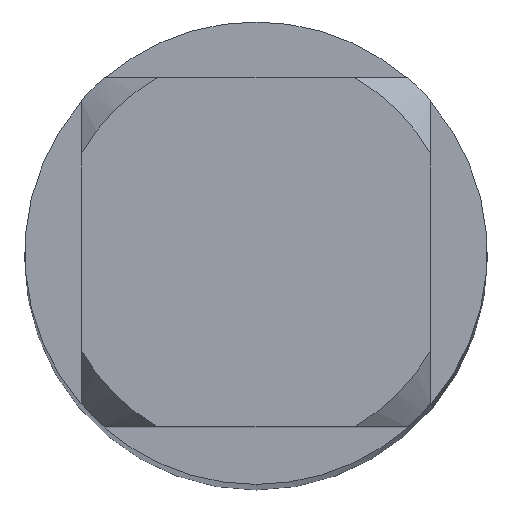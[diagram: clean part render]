
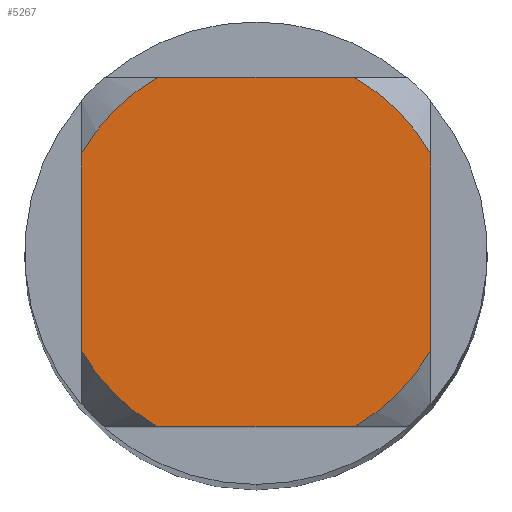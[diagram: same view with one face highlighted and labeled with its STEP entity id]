
A CAD part, top view. The second image highlights one B-rep face of the part: STEP entity #5267.
In plain terms, the highlighted planar face has unit normal (0, 0, 1).
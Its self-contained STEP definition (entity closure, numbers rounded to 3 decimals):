
#2577=EDGE_CURVE('',#5711,#6139,#7283,.T.);
#3009=EDGE_CURVE('',#3457,#6011,#7754,.T.);
#3065=VERTEX_POINT('',#7811);
#3191=VERTEX_POINT('',#7944);
#3457=VERTEX_POINT('',#8228);
#4689=EDGE_CURVE('',#6579,#6011,#9578,.T.);
#5267=ADVANCED_FACE('',(#10208),#10209,.T.);
#5443=EDGE_CURVE('',#3457,#3191,#10408,.T.);
#5597=EDGE_CURVE('',#3065,#6591,#10575,.T.);
#5711=VERTEX_POINT('',#10706);
#5735=EDGE_CURVE('',#3065,#6139,#10731,.T.);
#6011=VERTEX_POINT('',#11037);
#6049=EDGE_CURVE('',#5711,#3191,#11077,.T.);
#6139=VERTEX_POINT('',#11176);
#6579=VERTEX_POINT('',#11645);
#6591=VERTEX_POINT('',#11659);
#6885=EDGE_CURVE('',#6579,#6591,#11978,.T.);
#7283=CIRCLE('',#12610,1.95);
#7754=LINE('',#13423,#13424);
#7811=CARTESIAN_POINT('',(-1.7,0.955,0.0));
#7944=CARTESIAN_POINT('',(0.955,-1.7,0.0));
#8228=CARTESIAN_POINT('',(1.7,-0.955,0.0));
#9578=CIRCLE('',#16571,1.95);
#10208=FACE_OUTER_BOUND('',#17677,.T.);
#10209=PLANE('',#17678);
#10408=CIRCLE('',#17997,1.95);
#10575=CIRCLE('',#18315,1.95);
#10706=CARTESIAN_POINT('',(-0.955,-1.7,0.0));
#10731=LINE('',#18564,#18565);
#11037=CARTESIAN_POINT('',(1.7,0.955,0.0));
#11077=LINE('',#19176,#19177);
#11176=CARTESIAN_POINT('',(-1.7,-0.955,0.0));
#11645=CARTESIAN_POINT('',(0.955,1.7,0.0));
#11659=CARTESIAN_POINT('',(-0.955,1.7,0.0));
#11978=LINE('',#20738,#20739);
#12610=AXIS2_PLACEMENT_3D('',#21260,#21261,#21262);
#13423=CARTESIAN_POINT('',(1.7,0.488,0.0));
#13424=VECTOR('',#21914,1.0);
#16571=AXIS2_PLACEMENT_3D('',#23917,#23918,#23919);
#17677=EDGE_LOOP('',(#24592,#24593,#24594,#24595,#24596,#24597,#24598,#24599));
#17678=AXIS2_PLACEMENT_3D('',#24600,#24601,#24602);
#17997=AXIS2_PLACEMENT_3D('',#24875,#24876,#24877);
#18315=AXIS2_PLACEMENT_3D('',#25044,#25045,#25046);
#18564=CARTESIAN_POINT('',(-1.7,0.488,0.0));
#18565=VECTOR('',#25243,1.0);
#19176=CARTESIAN_POINT('',(0.0,-1.7,0.0));
#19177=VECTOR('',#25796,1.0);
#20738=CARTESIAN_POINT('',(0.0,1.7,0.0));
#20739=VECTOR('',#26679,1.0);
#21260=CARTESIAN_POINT('',(0.0,0.0,0.0));
#21261=DIRECTION('',(0.0,0.0,-1.0));
#21262=DIRECTION('',(0.0,1.0,0.0));
#21914=DIRECTION('',(-0.0,1.0,0.0));
#23917=CARTESIAN_POINT('',(0.0,0.0,0.0));
#23918=DIRECTION('',(0.0,0.0,-1.0));
#23919=DIRECTION('',(0.0,1.0,0.0));
#24592=ORIENTED_EDGE('',*,*,#5735,.T.);
#24593=ORIENTED_EDGE('',*,*,#2577,.F.);
#24594=ORIENTED_EDGE('',*,*,#6049,.T.);
#24595=ORIENTED_EDGE('',*,*,#5443,.F.);
#24596=ORIENTED_EDGE('',*,*,#3009,.T.);
#24597=ORIENTED_EDGE('',*,*,#4689,.F.);
#24598=ORIENTED_EDGE('',*,*,#6885,.T.);
#24599=ORIENTED_EDGE('',*,*,#5597,.F.);
#24600=CARTESIAN_POINT('',(0.0,0.975,0.0));
#24601=DIRECTION('',(-0.0,0.0,1.0));
#24602=DIRECTION('',(0.0,-1.0,0.0));
#24875=CARTESIAN_POINT('',(0.0,0.0,0.0));
#24876=DIRECTION('',(0.0,0.0,-1.0));
#24877=DIRECTION('',(0.0,1.0,0.0));
#25044=CARTESIAN_POINT('',(0.0,0.0,0.0));
#25045=DIRECTION('',(0.0,0.0,-1.0));
#25046=DIRECTION('',(0.0,1.0,0.0));
#25243=DIRECTION('',(-0.0,-1.0,0.0));
#25796=DIRECTION('',(1.0,0.0,0.0));
#26679=DIRECTION('',(-1.0,0.0,0.0));
